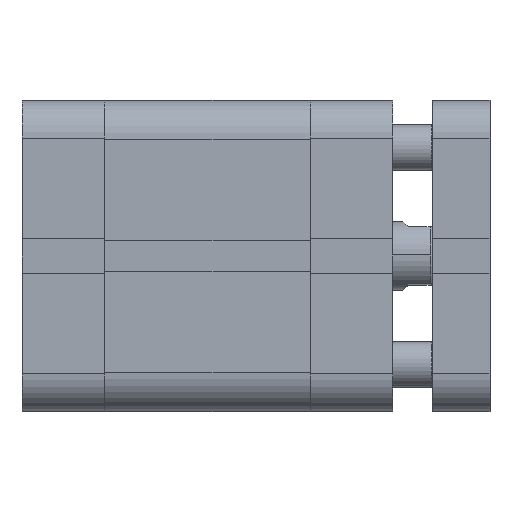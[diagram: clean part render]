
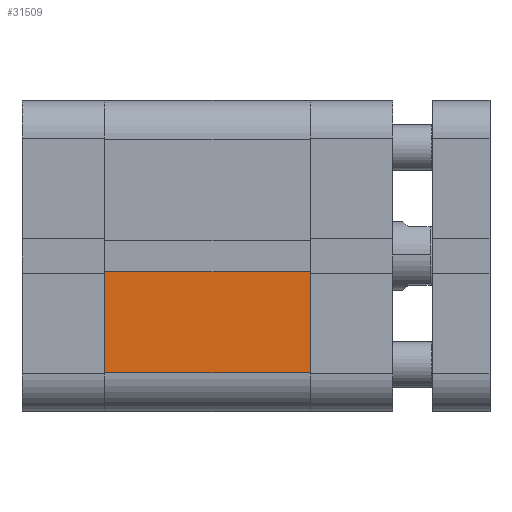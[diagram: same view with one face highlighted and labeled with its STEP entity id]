
A CAD part, front view. The second image highlights one B-rep face of the part: STEP entity #31509.
In plain terms, the highlighted planar face has unit normal (0, -1, 0).
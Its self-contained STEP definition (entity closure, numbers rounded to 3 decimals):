
#719 = VECTOR ( 'NONE', #31002, 1000. ) ;
#1466 = DIRECTION ( 'NONE',  ( 0., 1., 0. ) ) ;
#4402 = EDGE_LOOP ( 'NONE', ( #30855, #6505, #34212, #35217 ) ) ;
#6505 = ORIENTED_EDGE ( 'NONE', *, *, #7324, .T. ) ;
#7324 = EDGE_CURVE ( 'NONE', #13271, #27636, #13224, .T. ) ;
#7967 = DIRECTION ( 'NONE',  ( -1., 0., 0. ) ) ;
#8766 = VERTEX_POINT ( 'NONE', #10859 ) ;
#9260 = CARTESIAN_POINT ( 'NONE',  ( 36., -27.25, -27.25 ) ) ;
#9788 = LINE ( 'NONE', #34784, #11333 ) ;
#10682 = LINE ( 'NONE', #26796, #34678 ) ;
#10706 = DIRECTION ( 'NONE',  ( 0., 0., -1. ) ) ;
#10859 = CARTESIAN_POINT ( 'NONE',  ( 36., -27.25, -20.45 ) ) ;
#11333 = VECTOR ( 'NONE', #21178, 1000. ) ;
#11628 = AXIS2_PLACEMENT_3D ( 'NONE', #12851, #1466, #29159 ) ;
#12851 = CARTESIAN_POINT ( 'NONE',  ( 36., -27.25, -27.25 ) ) ;
#13224 = LINE ( 'NONE', #24293, #34821 ) ;
#13271 = VERTEX_POINT ( 'NONE', #30021 ) ;
#18488 = FACE_OUTER_BOUND ( 'NONE', #4402, .T. ) ;
#21178 = DIRECTION ( 'NONE',  ( 1., 0., 0. ) ) ;
#22458 = EDGE_CURVE ( 'NONE', #27636, #8766, #9788, .T. ) ;
#24293 = CARTESIAN_POINT ( 'NONE',  ( 0., -27.25, -27.25 ) ) ;
#26093 = LINE ( 'NONE', #9260, #719 ) ;
#26446 = PLANE ( 'NONE',  #11628 ) ;
#26796 = CARTESIAN_POINT ( 'NONE',  ( 36.001, -27.25, -2.8 ) ) ;
#27636 = VERTEX_POINT ( 'NONE', #27939 ) ;
#27939 = CARTESIAN_POINT ( 'NONE',  ( 0., -27.25, -20.45 ) ) ;
#29159 = DIRECTION ( 'NONE',  ( 0., 0., 1. ) ) ;
#30021 = CARTESIAN_POINT ( 'NONE',  ( 0., -27.25, -2.8 ) ) ;
#30332 = EDGE_CURVE ( 'NONE', #35146, #13271, #10682, .T. ) ;
#30855 = ORIENTED_EDGE ( 'NONE', *, *, #30332, .T. ) ;
#31002 = DIRECTION ( 'NONE',  ( 0., 0., -1. ) ) ;
#31509 = ADVANCED_FACE ( 'NONE', ( #18488 ), #26446, .F. ) ;
#32642 = EDGE_CURVE ( 'NONE', #35146, #8766, #26093, .T. ) ;
#33842 = CARTESIAN_POINT ( 'NONE',  ( 36., -27.25, -2.8 ) ) ;
#34212 = ORIENTED_EDGE ( 'NONE', *, *, #22458, .T. ) ;
#34678 = VECTOR ( 'NONE', #7967, 1000. ) ;
#34784 = CARTESIAN_POINT ( 'NONE',  ( 36., -27.25, -20.45 ) ) ;
#34821 = VECTOR ( 'NONE', #10706, 1000. ) ;
#35146 = VERTEX_POINT ( 'NONE', #33842 ) ;
#35217 = ORIENTED_EDGE ( 'NONE', *, *, #32642, .F. ) ;
